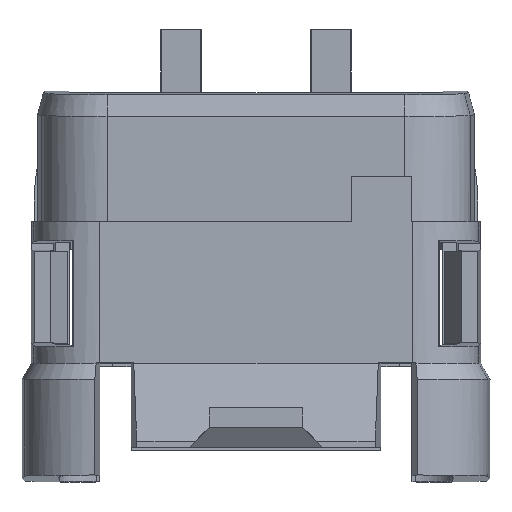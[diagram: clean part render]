
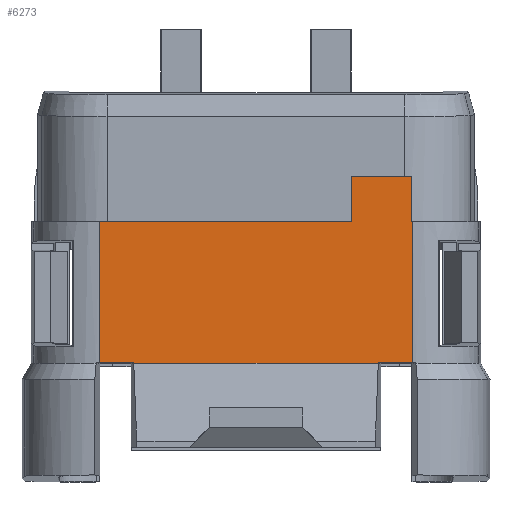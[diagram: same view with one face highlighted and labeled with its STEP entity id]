
A CAD part, front view. The second image highlights one B-rep face of the part: STEP entity #6273.
In plain terms, the highlighted planar face has unit normal (0, -1, 0).
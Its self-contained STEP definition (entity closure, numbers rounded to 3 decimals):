
#22=DIRECTION('',(-1.,0.,0.));
#23=VECTOR('',#22,8.076);
#24=CARTESIAN_POINT('',(3.05,-6.325,0.));
#25=LINE('',#24,#23);
#227=DIRECTION('',(0.,0.,1.));
#228=VECTOR('',#227,4.522);
#229=CARTESIAN_POINT('',(-5.026,-6.325,-4.522));
#230=LINE('',#229,#228);
#231=CARTESIAN_POINT('',(-5.026,-6.325,-4.522));
#391=DIRECTION('',(1.,0.,-0.003));
#392=VECTOR('',#391,1.026);
#393=CARTESIAN_POINT('',(-5.026,-6.325,-4.522));
#394=LINE('',#393,#392);
#837=DIRECTION('',(1.,0.,0.003));
#838=VECTOR('',#837,1.026);
#839=CARTESIAN_POINT('',(4.,-6.325,-4.525));
#840=LINE('',#839,#838);
#1274=DIRECTION('',(1.,0.,0.));
#1275=VECTOR('',#1274,0.081);
#1276=CARTESIAN_POINT('',(-4.,-6.325,-4.525));
#1277=LINE('',#1276,#1275);
#1278=DIRECTION('',(0.,0.,-1.));
#1279=VECTOR('',#1278,1.45);
#1280=CARTESIAN_POINT('',(3.05,-6.325,1.45));
#1281=LINE('',#1280,#1279);
#1282=DIRECTION('',(-1.,0.,0.));
#1283=VECTOR('',#1282,1.95);
#1284=CARTESIAN_POINT('',(5.,-6.325,1.45));
#1285=LINE('',#1284,#1283);
#1286=DIRECTION('',(0.,0.,1.));
#1287=VECTOR('',#1286,1.45);
#1288=CARTESIAN_POINT('',(5.,-6.325,0.));
#1289=LINE('',#1288,#1287);
#1290=DIRECTION('',(1.,0.,0.));
#1291=VECTOR('',#1290,7.838);
#1292=CARTESIAN_POINT('',(-3.919,-6.325,-4.53));
#1293=LINE('',#1292,#1291);
#1294=DIRECTION('',(0.,0.,1.));
#1295=VECTOR('',#1294,0.005);
#1296=CARTESIAN_POINT('',(-3.919,-6.325,-4.53));
#1297=LINE('',#1296,#1295);
#3040=CARTESIAN_POINT('',(5.026,-6.325,-4.522));
#3042=DIRECTION('',(0.,0.,1.));
#3043=VECTOR('',#3042,4.522);
#3044=CARTESIAN_POINT('',(5.026,-6.325,-4.522));
#3045=LINE('',#3044,#3043);
#3067=DIRECTION('',(-1.,0.,0.));
#3068=VECTOR('',#3067,0.026);
#3069=CARTESIAN_POINT('',(5.026,-6.325,0.));
#3070=LINE('',#3069,#3068);
#3535=DIRECTION('',(1.,0.,0.));
#3536=VECTOR('',#3535,0.081);
#3537=CARTESIAN_POINT('',(3.919,-6.325,-4.525));
#3538=LINE('',#3537,#3536);
#3543=DIRECTION('',(0.,0.,1.));
#3544=VECTOR('',#3543,0.005);
#3545=CARTESIAN_POINT('',(3.919,-6.325,-4.53));
#3546=LINE('',#3545,#3544);
#3909=CARTESIAN_POINT('',(5.,-6.325,1.45));
#3910=CARTESIAN_POINT('',(3.05,-6.325,1.45));
#3911=VERTEX_POINT('',#3909);
#3912=VERTEX_POINT('',#3910);
#3913=CARTESIAN_POINT('',(5.,-6.325,0.));
#3915=VERTEX_POINT('',#3913);
#3917=CARTESIAN_POINT('',(3.05,-6.325,0.));
#3919=VERTEX_POINT('',#3917);
#3939=VERTEX_POINT('',#231);
#3942=VERTEX_POINT('',#3040);
#3943=CARTESIAN_POINT('',(-3.919,-6.325,-4.53));
#3944=VERTEX_POINT('',#3943);
#3945=CARTESIAN_POINT('',(3.919,-6.325,-4.53));
#3946=VERTEX_POINT('',#3945);
#3947=CARTESIAN_POINT('',(-5.026,-6.325,0.));
#3948=VERTEX_POINT('',#3947);
#3949=CARTESIAN_POINT('',(5.026,-6.325,0.));
#3950=VERTEX_POINT('',#3949);
#3955=CARTESIAN_POINT('',(3.919,-6.325,-4.525));
#3956=CARTESIAN_POINT('',(4.,-6.325,-4.525));
#3957=VERTEX_POINT('',#3955);
#3958=VERTEX_POINT('',#3956);
#3959=CARTESIAN_POINT('',(-4.,-6.325,-4.525));
#3960=VERTEX_POINT('',#3959);
#3961=CARTESIAN_POINT('',(-3.919,-6.325,-4.525));
#3962=VERTEX_POINT('',#3961);
#6244=CARTESIAN_POINT('',(-7.2,-6.325,0.));
#6245=DIRECTION('',(0.,-1.,0.));
#6246=DIRECTION('',(1.,0.,0.));
#6247=AXIS2_PLACEMENT_3D('',#6244,#6245,#6246);
#6248=PLANE('',#6247);
#6249=ORIENTED_EDGE('',*,*,#4837,.F.);
#6251=ORIENTED_EDGE('',*,*,#6250,.F.);
#6253=ORIENTED_EDGE('',*,*,#6252,.F.);
#6255=ORIENTED_EDGE('',*,*,#6254,.F.);
#6257=ORIENTED_EDGE('',*,*,#6256,.F.);
#6259=ORIENTED_EDGE('',*,*,#6258,.F.);
#6260=ORIENTED_EDGE('',*,*,#5792,.F.);
#6262=ORIENTED_EDGE('',*,*,#6261,.F.);
#6264=ORIENTED_EDGE('',*,*,#6263,.F.);
#6266=ORIENTED_EDGE('',*,*,#6265,.F.);
#6267=ORIENTED_EDGE('',*,*,#6219,.T.);
#6268=ORIENTED_EDGE('',*,*,#6239,.F.);
#6269=ORIENTED_EDGE('',*,*,#5261,.F.);
#6270=ORIENTED_EDGE('',*,*,#5055,.T.);
#6271=EDGE_LOOP('',(#6249,#6251,#6253,#6255,#6257,#6259,#6260,#6262,#6264,#6266,
#6267,#6268,#6269,#6270));
#6272=FACE_OUTER_BOUND('',#6271,.F.);
#6273=ADVANCED_FACE('',(#6272),#6248,.T.);
#4837=EDGE_CURVE('',#3919,#3948,#25,.T.);
#5055=EDGE_CURVE('',#3939,#3948,#230,.T.);
#5261=EDGE_CURVE('',#3939,#3960,#394,.T.);
#5792=EDGE_CURVE('',#3958,#3942,#840,.T.);
#6219=EDGE_CURVE('',#3944,#3962,#1297,.T.);
#6239=EDGE_CURVE('',#3960,#3962,#1277,.T.);
#6250=EDGE_CURVE('',#3912,#3919,#1281,.T.);
#6252=EDGE_CURVE('',#3911,#3912,#1285,.T.);
#6254=EDGE_CURVE('',#3915,#3911,#1289,.T.);
#6256=EDGE_CURVE('',#3950,#3915,#3070,.T.);
#6258=EDGE_CURVE('',#3942,#3950,#3045,.T.);
#6261=EDGE_CURVE('',#3957,#3958,#3538,.T.);
#6263=EDGE_CURVE('',#3946,#3957,#3546,.T.);
#6265=EDGE_CURVE('',#3944,#3946,#1293,.T.);
